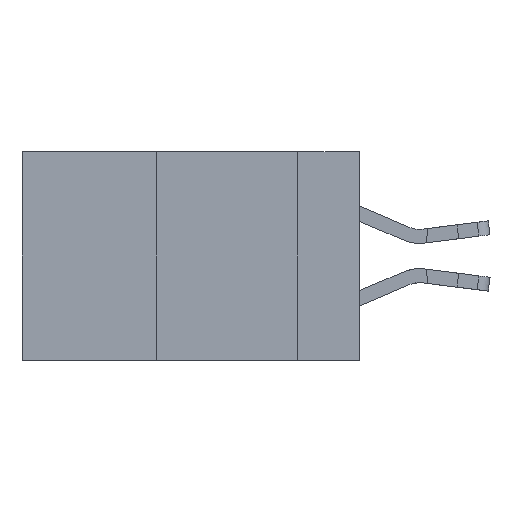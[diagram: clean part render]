
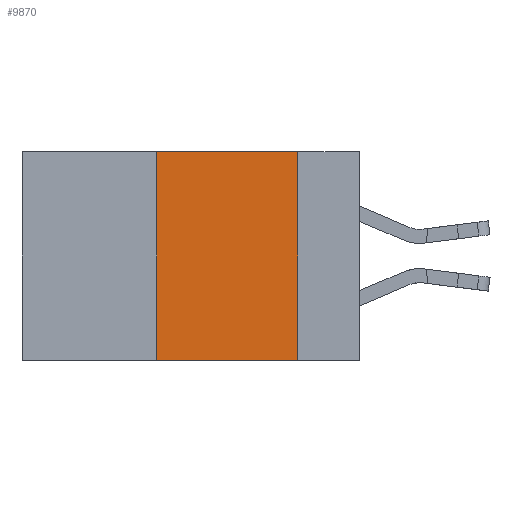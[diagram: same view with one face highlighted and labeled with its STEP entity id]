
A CAD part, left-side view. The second image highlights one B-rep face of the part: STEP entity #9870.
In plain terms, the highlighted planar face has unit normal (-1, 0, 0).
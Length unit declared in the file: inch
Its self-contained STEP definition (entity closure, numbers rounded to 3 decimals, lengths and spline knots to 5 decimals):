
#544 = CARTESIAN_POINT ( 'NONE',  ( 0., 0.6, -0.37 ) ) ;
#1778 = VERTEX_POINT ( 'NONE', #5527 ) ;
#1784 = CARTESIAN_POINT ( 'NONE',  ( 0., 0.6, 0. ) ) ;
#1842 = VECTOR ( 'NONE', #18584, 39.37008 ) ;
#1903 = EDGE_CURVE ( 'NONE', #6479, #14877, #12100, .T. ) ;
#1996 = LINE ( 'NONE', #6112, #14306 ) ;
#2722 = LINE ( 'NONE', #18266, #12002 ) ;
#3596 = PLANE ( 'NONE',  #13526 ) ;
#4837 = ORIENTED_EDGE ( 'NONE', *, *, #1903, .T. ) ;
#5527 = CARTESIAN_POINT ( 'NONE',  ( 0., 0.36, 0. ) ) ;
#6112 = CARTESIAN_POINT ( 'NONE',  ( 0., 0.36, 0. ) ) ;
#6479 = VERTEX_POINT ( 'NONE', #11576 ) ;
#7127 = DIRECTION ( 'NONE',  ( 1., 0., 0. ) ) ;
#7500 = VECTOR ( 'NONE', #11798, 39.37008 ) ;
#8382 = ORIENTED_EDGE ( 'NONE', *, *, #17149, .F. ) ;
#9870 = ADVANCED_FACE ( 'NONE', ( #19448 ), #3596, .F. ) ;
#10067 = CARTESIAN_POINT ( 'NONE',  ( 0., 0.6, 0. ) ) ;
#10235 = EDGE_CURVE ( 'NONE', #20620, #14877, #2722, .T. ) ;
#11576 = CARTESIAN_POINT ( 'NONE',  ( 0., 0.36, -0.37 ) ) ;
#11724 = CARTESIAN_POINT ( 'NONE',  ( 0., 0.11, 0. ) ) ;
#11798 = DIRECTION ( 'NONE',  ( 0., -1., 0. ) ) ;
#12002 = VECTOR ( 'NONE', #19916, 39.37008 ) ;
#12100 = LINE ( 'NONE', #544, #7500 ) ;
#12506 = EDGE_LOOP ( 'NONE', ( #20351, #16469, #8382, #4837 ) ) ;
#13370 = CARTESIAN_POINT ( 'NONE',  ( 0., 0.11, -0.37 ) ) ;
#13526 = AXIS2_PLACEMENT_3D ( 'NONE', #1784, #7127, #19081 ) ;
#14306 = VECTOR ( 'NONE', #21378, 39.37008 ) ;
#14877 = VERTEX_POINT ( 'NONE', #13370 ) ;
#16469 = ORIENTED_EDGE ( 'NONE', *, *, #20043, .F. ) ;
#17149 = EDGE_CURVE ( 'NONE', #6479, #1778, #1996, .T. ) ;
#18266 = CARTESIAN_POINT ( 'NONE',  ( 0., 0.11, 0. ) ) ;
#18584 = DIRECTION ( 'NONE',  ( 0., -1., 0. ) ) ;
#19081 = DIRECTION ( 'NONE',  ( 0., 0., -1. ) ) ;
#19448 = FACE_OUTER_BOUND ( 'NONE', #12506, .T. ) ;
#19916 = DIRECTION ( 'NONE',  ( 0., 0., -1. ) ) ;
#20043 = EDGE_CURVE ( 'NONE', #1778, #20620, #20149, .T. ) ;
#20149 = LINE ( 'NONE', #10067, #1842 ) ;
#20351 = ORIENTED_EDGE ( 'NONE', *, *, #10235, .F. ) ;
#20620 = VERTEX_POINT ( 'NONE', #11724 ) ;
#21378 = DIRECTION ( 'NONE',  ( 0., 0., 1. ) ) ;
